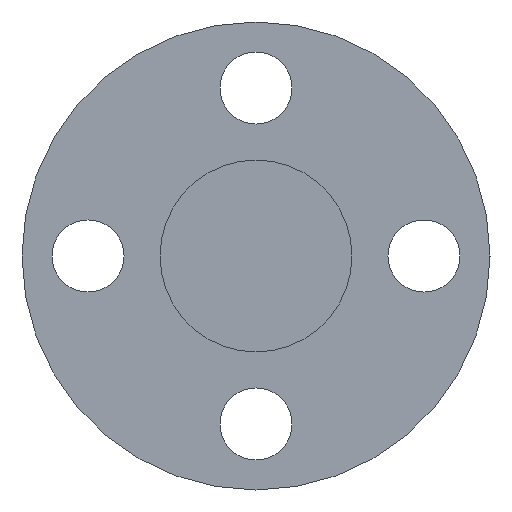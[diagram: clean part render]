
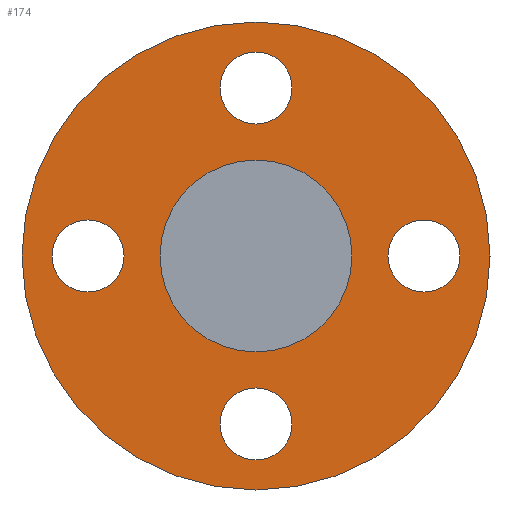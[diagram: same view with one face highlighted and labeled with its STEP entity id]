
A CAD part, left-side view. The second image highlights one B-rep face of the part: STEP entity #174.
In plain terms, the highlighted planar face has unit normal (-1, 0, 0).
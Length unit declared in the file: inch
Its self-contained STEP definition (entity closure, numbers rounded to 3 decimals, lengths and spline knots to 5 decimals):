
#7 = CIRCLE ( 'NONE', #549, 0.375 ) ;
#9 = EDGE_CURVE ( 'NONE', #521, #129, #525, .T. ) ;
#12 = EDGE_CURVE ( 'NONE', #430, #386, #7, .T. ) ;
#13 = VERTEX_POINT ( 'NONE', #123 ) ;
#19 = AXIS2_PLACEMENT_3D ( 'NONE', #155, #24, #537 ) ;
#21 = DIRECTION ( 'NONE',  ( 0., 0., 1. ) ) ;
#24 = DIRECTION ( 'NONE',  ( -1., 0., 0. ) ) ;
#25 = DIRECTION ( 'NONE',  ( -1., 0., 0. ) ) ;
#27 = DIRECTION ( 'NONE',  ( -1., 0., 0. ) ) ;
#31 = CIRCLE ( 'NONE', #19, 0.375 ) ;
#34 = EDGE_CURVE ( 'NONE', #411, #471, #320, .T. ) ;
#35 = CARTESIAN_POINT ( 'NONE',  ( 0.0625, -1.75, 0. ) ) ;
#39 = ORIENTED_EDGE ( 'NONE', *, *, #12, .F. ) ;
#41 = VERTEX_POINT ( 'NONE', #336 ) ;
#48 = CARTESIAN_POINT ( 'NONE',  ( 0.0625, 0., 1.75 ) ) ;
#62 = DIRECTION ( 'NONE',  ( 0., 0., 1. ) ) ;
#65 = FACE_BOUND ( 'NONE', #436, .T. ) ;
#76 = CARTESIAN_POINT ( 'NONE',  ( 0.0625, -1.75, 0. ) ) ;
#78 = CARTESIAN_POINT ( 'NONE',  ( 0.0625, 0., 1.75 ) ) ;
#86 = EDGE_CURVE ( 'NONE', #304, #261, #161, .T. ) ;
#99 = EDGE_CURVE ( 'NONE', #332, #41, #466, .T. ) ;
#102 = EDGE_CURVE ( 'NONE', #41, #332, #31, .T. ) ;
#105 = DIRECTION ( 'NONE',  ( -1., 0., 0. ) ) ;
#107 = EDGE_CURVE ( 'NONE', #13, #535, #477, .T. ) ;
#108 = DIRECTION ( 'NONE',  ( -1., 0., 0. ) ) ;
#110 = CARTESIAN_POINT ( 'NONE',  ( 0.0625, 0., 0. ) ) ;
#118 = CARTESIAN_POINT ( 'NONE',  ( 0.0625, 1.75, 0.375 ) ) ;
#123 = CARTESIAN_POINT ( 'NONE',  ( 0.0625, 0., 1. ) ) ;
#129 = VERTEX_POINT ( 'NONE', #533 ) ;
#130 = CARTESIAN_POINT ( 'NONE',  ( 0.0625, 1.75, 0. ) ) ;
#135 = CARTESIAN_POINT ( 'NONE',  ( 0.0625, 0., -1. ) ) ;
#141 = ORIENTED_EDGE ( 'NONE', *, *, #147, .T. ) ;
#147 = EDGE_CURVE ( 'NONE', #261, #304, #176, .T. ) ;
#153 = FACE_OUTER_BOUND ( 'NONE', #272, .T. ) ;
#155 = CARTESIAN_POINT ( 'NONE',  ( 0.0625, 0., -1.75 ) ) ;
#156 = CARTESIAN_POINT ( 'NONE',  ( 0.0625, -1.375, 0. ) ) ;
#161 = CIRCLE ( 'NONE', #197, 2.4375 ) ;
#163 = DIRECTION ( 'NONE',  ( 0., 0., 1. ) ) ;
#174 = ADVANCED_FACE ( 'NONE', ( #313, #196, #359, #528, #153, #65 ), #237, .T. ) ;
#175 = EDGE_LOOP ( 'NONE', ( #190, #39 ) ) ;
#176 = CIRCLE ( 'NONE', #354, 2.4375 ) ;
#178 = DIRECTION ( 'NONE',  ( 0., 0., -1. ) ) ;
#180 = DIRECTION ( 'NONE',  ( 0., -1., 0. ) ) ;
#190 = ORIENTED_EDGE ( 'NONE', *, *, #438, .F. ) ;
#196 = FACE_BOUND ( 'NONE', #499, .T. ) ;
#197 = AXIS2_PLACEMENT_3D ( 'NONE', #404, #275, #163 ) ;
#199 = CARTESIAN_POINT ( 'NONE',  ( 0.0625, 0., -1.375 ) ) ;
#202 = CARTESIAN_POINT ( 'NONE',  ( 0.0625, 0., 1.375 ) ) ;
#204 = EDGE_CURVE ( 'NONE', #471, #411, #526, .T. ) ;
#207 = CARTESIAN_POINT ( 'NONE',  ( 0.0625, 0., 0. ) ) ;
#216 = DIRECTION ( 'NONE',  ( -1., 0., 0. ) ) ;
#217 = EDGE_LOOP ( 'NONE', ( #506, #394 ) ) ;
#225 = AXIS2_PLACEMENT_3D ( 'NONE', #110, #406, #21 ) ;
#226 = ORIENTED_EDGE ( 'NONE', *, *, #107, .F. ) ;
#228 = EDGE_LOOP ( 'NONE', ( #349, #338 ) ) ;
#230 = AXIS2_PLACEMENT_3D ( 'NONE', #234, #105, #439 ) ;
#234 = CARTESIAN_POINT ( 'NONE',  ( 0.0625, 0., -1.75 ) ) ;
#237 = PLANE ( 'NONE',  #225 ) ;
#251 = AXIS2_PLACEMENT_3D ( 'NONE', #35, #25, #280 ) ;
#256 = DIRECTION ( 'NONE',  ( 0., 0., 1. ) ) ;
#261 = VERTEX_POINT ( 'NONE', #507 ) ;
#267 = ORIENTED_EDGE ( 'NONE', *, *, #86, .T. ) ;
#269 = AXIS2_PLACEMENT_3D ( 'NONE', #48, #497, #178 ) ;
#272 = EDGE_LOOP ( 'NONE', ( #267, #141 ) ) ;
#275 = DIRECTION ( 'NONE',  ( -1., 0., 0. ) ) ;
#280 = DIRECTION ( 'NONE',  ( 0., 1., 0. ) ) ;
#285 = CARTESIAN_POINT ( 'NONE',  ( 0.0625, 1.75, 0. ) ) ;
#297 = DIRECTION ( 'NONE',  ( 0., 0., -1. ) ) ;
#300 = EDGE_CURVE ( 'NONE', #129, #521, #345, .T. ) ;
#304 = VERTEX_POINT ( 'NONE', #540 ) ;
#313 = FACE_BOUND ( 'NONE', #217, .T. ) ;
#314 = CIRCLE ( 'NONE', #251, 0.375 ) ;
#317 = DIRECTION ( 'NONE',  ( 0., 0., 1. ) ) ;
#320 = CIRCLE ( 'NONE', #269, 0.375 ) ;
#322 = ORIENTED_EDGE ( 'NONE', *, *, #34, .F. ) ;
#332 = VERTEX_POINT ( 'NONE', #199 ) ;
#336 = CARTESIAN_POINT ( 'NONE',  ( 0.0625, 0., -2.125 ) ) ;
#337 = DIRECTION ( 'NONE',  ( -1., 0., 0. ) ) ;
#338 = ORIENTED_EDGE ( 'NONE', *, *, #102, .F. ) ;
#343 = AXIS2_PLACEMENT_3D ( 'NONE', #285, #452, #180 ) ;
#345 = CIRCLE ( 'NONE', #550, 0.375 ) ;
#349 = ORIENTED_EDGE ( 'NONE', *, *, #99, .F. ) ;
#354 = AXIS2_PLACEMENT_3D ( 'NONE', #356, #27, #317 ) ;
#356 = CARTESIAN_POINT ( 'NONE',  ( 0.0625, 0., 0. ) ) ;
#359 = FACE_BOUND ( 'NONE', #175, .T. ) ;
#370 = AXIS2_PLACEMENT_3D ( 'NONE', #78, #553, #297 ) ;
#373 = DIRECTION ( 'NONE',  ( 0., -1., 0. ) ) ;
#380 = AXIS2_PLACEMENT_3D ( 'NONE', #443, #108, #62 ) ;
#386 = VERTEX_POINT ( 'NONE', #541 ) ;
#394 = ORIENTED_EDGE ( 'NONE', *, *, #300, .F. ) ;
#400 = EDGE_CURVE ( 'NONE', #535, #13, #478, .T. ) ;
#404 = CARTESIAN_POINT ( 'NONE',  ( 0.0625, 0., 0. ) ) ;
#406 = DIRECTION ( 'NONE',  ( -1., 0., 0. ) ) ;
#411 = VERTEX_POINT ( 'NONE', #451 ) ;
#429 = AXIS2_PLACEMENT_3D ( 'NONE', #207, #534, #256 ) ;
#430 = VERTEX_POINT ( 'NONE', #156 ) ;
#436 = EDGE_LOOP ( 'NONE', ( #226, #463 ) ) ;
#438 = EDGE_CURVE ( 'NONE', #386, #430, #314, .T. ) ;
#439 = DIRECTION ( 'NONE',  ( 0., 0., 1. ) ) ;
#443 = CARTESIAN_POINT ( 'NONE',  ( 0.0625, 0., 0. ) ) ;
#451 = CARTESIAN_POINT ( 'NONE',  ( 0.0625, 0., 2.125 ) ) ;
#452 = DIRECTION ( 'NONE',  ( -1., 0., 0. ) ) ;
#463 = ORIENTED_EDGE ( 'NONE', *, *, #400, .F. ) ;
#466 = CIRCLE ( 'NONE', #230, 0.375 ) ;
#471 = VERTEX_POINT ( 'NONE', #202 ) ;
#477 = CIRCLE ( 'NONE', #380, 1. ) ;
#478 = CIRCLE ( 'NONE', #429, 1. ) ;
#497 = DIRECTION ( 'NONE',  ( -1., 0., 0. ) ) ;
#499 = EDGE_LOOP ( 'NONE', ( #322, #545 ) ) ;
#506 = ORIENTED_EDGE ( 'NONE', *, *, #9, .F. ) ;
#507 = CARTESIAN_POINT ( 'NONE',  ( 0.0625, 0., -2.4375 ) ) ;
#508 = DIRECTION ( 'NONE',  ( 0., 1., 0. ) ) ;
#521 = VERTEX_POINT ( 'NONE', #118 ) ;
#525 = CIRCLE ( 'NONE', #343, 0.375 ) ;
#526 = CIRCLE ( 'NONE', #370, 0.375 ) ;
#528 = FACE_BOUND ( 'NONE', #228, .T. ) ;
#533 = CARTESIAN_POINT ( 'NONE',  ( 0.0625, 1.75, -0.375 ) ) ;
#534 = DIRECTION ( 'NONE',  ( -1., 0., 0. ) ) ;
#535 = VERTEX_POINT ( 'NONE', #135 ) ;
#537 = DIRECTION ( 'NONE',  ( 0., 0., 1. ) ) ;
#540 = CARTESIAN_POINT ( 'NONE',  ( 0.0625, 0., 2.4375 ) ) ;
#541 = CARTESIAN_POINT ( 'NONE',  ( 0.0625, -2.125, 0. ) ) ;
#545 = ORIENTED_EDGE ( 'NONE', *, *, #204, .F. ) ;
#549 = AXIS2_PLACEMENT_3D ( 'NONE', #76, #337, #508 ) ;
#550 = AXIS2_PLACEMENT_3D ( 'NONE', #130, #216, #373 ) ;
#553 = DIRECTION ( 'NONE',  ( -1., 0., 0. ) ) ;
